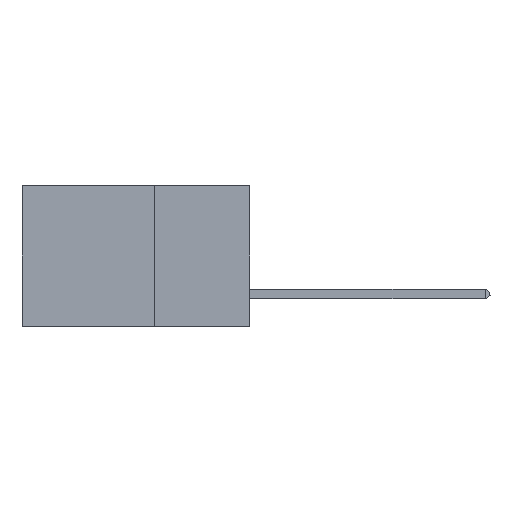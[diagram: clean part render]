
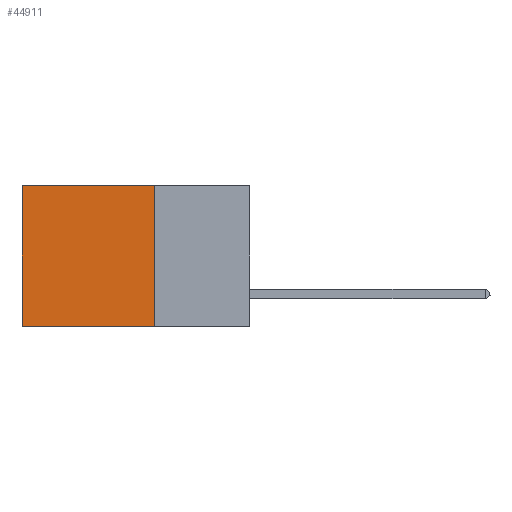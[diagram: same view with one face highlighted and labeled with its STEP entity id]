
A CAD part, left-side view. The second image highlights one B-rep face of the part: STEP entity #44911.
In plain terms, the highlighted planar face has unit normal (-1, 0, 0).
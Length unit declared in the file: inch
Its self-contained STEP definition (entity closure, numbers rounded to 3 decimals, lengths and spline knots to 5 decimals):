
#2105 = ORIENTED_EDGE ( 'NONE', *, *, #12012, .F. ) ;
#2438 = CARTESIAN_POINT ( 'NONE',  ( 0.2875, 0.6, -0.37 ) ) ;
#3039 = CARTESIAN_POINT ( 'NONE',  ( 0.2875, 0.25, -0.37 ) ) ;
#6053 = CARTESIAN_POINT ( 'NONE',  ( 0.2875, 0.25, 0. ) ) ;
#6555 = CARTESIAN_POINT ( 'NONE',  ( 0.2875, 0.6, 0. ) ) ;
#9631 = PLANE ( 'NONE',  #10334 ) ;
#10334 = AXIS2_PLACEMENT_3D ( 'NONE', #28448, #27808, #46841 ) ;
#11074 = VERTEX_POINT ( 'NONE', #42361 ) ;
#11200 = DIRECTION ( 'NONE',  ( 0., 0., -1. ) ) ;
#12012 = EDGE_CURVE ( 'NONE', #23923, #19488, #46238, .T. ) ;
#13533 = VECTOR ( 'NONE', #43435, 39.37008 ) ;
#17605 = DIRECTION ( 'NONE',  ( 0., 1., 0. ) ) ;
#19281 = EDGE_CURVE ( 'NONE', #11074, #32055, #38309, .T. ) ;
#19488 = VERTEX_POINT ( 'NONE', #41491 ) ;
#22273 = CARTESIAN_POINT ( 'NONE',  ( 0.2875, 0.25, 0. ) ) ;
#23476 = ORIENTED_EDGE ( 'NONE', *, *, #26619, .T. ) ;
#23923 = VERTEX_POINT ( 'NONE', #47425 ) ;
#24714 = ORIENTED_EDGE ( 'NONE', *, *, #19281, .T. ) ;
#26619 = EDGE_CURVE ( 'NONE', #23923, #11074, #44150, .T. ) ;
#27808 = DIRECTION ( 'NONE',  ( 1., 0., 0. ) ) ;
#28448 = CARTESIAN_POINT ( 'NONE',  ( 0.2875, 0.25, 0. ) ) ;
#29445 = EDGE_LOOP ( 'NONE', ( #24714, #44549, #2105, #23476 ) ) ;
#31468 = VECTOR ( 'NONE', #17605, 39.37008 ) ;
#32032 = EDGE_CURVE ( 'NONE', #19488, #32055, #34742, .T. ) ;
#32055 = VERTEX_POINT ( 'NONE', #2438 ) ;
#34742 = LINE ( 'NONE', #3039, #45721 ) ;
#38309 = LINE ( 'NONE', #6555, #13533 ) ;
#40995 = FACE_OUTER_BOUND ( 'NONE', #29445, .T. ) ;
#41491 = CARTESIAN_POINT ( 'NONE',  ( 0.2875, 0.25, -0.37 ) ) ;
#41602 = VECTOR ( 'NONE', #11200, 39.37008 ) ;
#42361 = CARTESIAN_POINT ( 'NONE',  ( 0.2875, 0.6, 0. ) ) ;
#43435 = DIRECTION ( 'NONE',  ( 0., 0., -1. ) ) ;
#43637 = DIRECTION ( 'NONE',  ( 0., 1., 0. ) ) ;
#44150 = LINE ( 'NONE', #6053, #31468 ) ;
#44549 = ORIENTED_EDGE ( 'NONE', *, *, #32032, .F. ) ;
#44911 = ADVANCED_FACE ( 'NONE', ( #40995 ), #9631, .F. ) ;
#45721 = VECTOR ( 'NONE', #43637, 39.37008 ) ;
#46238 = LINE ( 'NONE', #22273, #41602 ) ;
#46841 = DIRECTION ( 'NONE',  ( 0., 0., -1. ) ) ;
#47425 = CARTESIAN_POINT ( 'NONE',  ( 0.2875, 0.25, 0. ) ) ;
